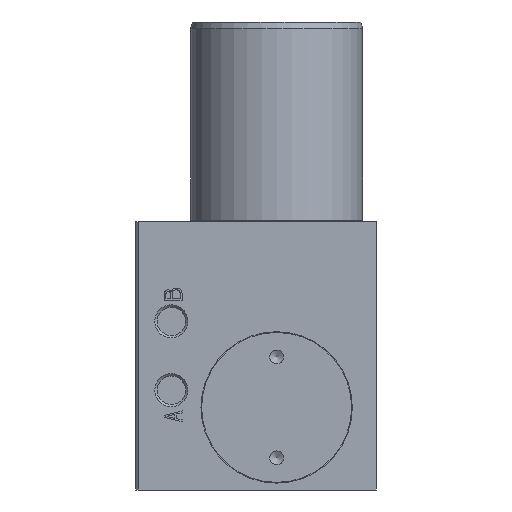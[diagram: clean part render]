
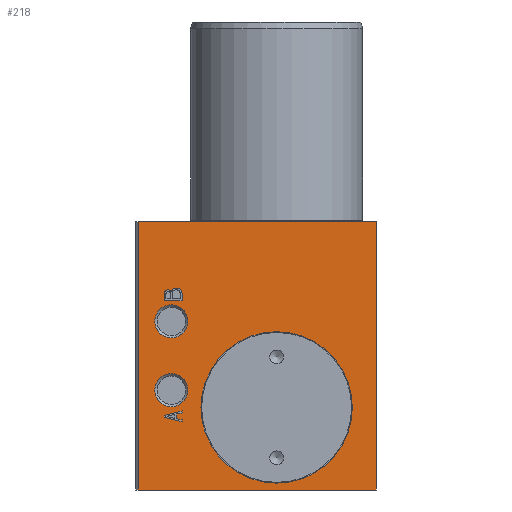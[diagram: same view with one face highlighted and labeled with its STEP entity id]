
A CAD part, left-side view. The second image highlights one B-rep face of the part: STEP entity #218.
In plain terms, the highlighted face is planar.
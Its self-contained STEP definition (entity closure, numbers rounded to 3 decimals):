
#218 = ADVANCED_FACE( '', ( #367, #368, #369, #370, #371, #372 ), #373, .F. );
#367 = FACE_BOUND( '', #745, .T. );
#368 = FACE_BOUND( '', #746, .T. );
#369 = FACE_BOUND( '', #747, .T. );
#370 = FACE_OUTER_BOUND( '', #748, .T. );
#371 = FACE_BOUND( '', #749, .T. );
#372 = FACE_BOUND( '', #750, .T. );
#373 = PLANE( '', #751 );
#745 = EDGE_LOOP( '', ( #1122, #1123, #1124, #1125, #1126 ) );
#746 = EDGE_LOOP( '', ( #1127 ) );
#747 = EDGE_LOOP( '', ( #1128 ) );
#748 = EDGE_LOOP( '', ( #1129, #1130, #1131, #1132 ) );
#749 = EDGE_LOOP( '', ( #1133 ) );
#750 = EDGE_LOOP( '', ( #1134, #1135, #1136, #1137, #1138, #1139, #1140, #1141 ) );
#751 = AXIS2_PLACEMENT_3D( '', #1142, #1143, #1144 );
#1122 = ORIENTED_EDGE( '', *, *, #2099, .F. );
#1123 = ORIENTED_EDGE( '', *, *, #2100, .F. );
#1124 = ORIENTED_EDGE( '', *, *, #2101, .F. );
#1125 = ORIENTED_EDGE( '', *, *, #2102, .F. );
#1126 = ORIENTED_EDGE( '', *, *, #2103, .F. );
#1127 = ORIENTED_EDGE( '', *, *, #2104, .T. );
#1128 = ORIENTED_EDGE( '', *, *, #2105, .F. );
#1129 = ORIENTED_EDGE( '', *, *, #2106, .T. );
#1130 = ORIENTED_EDGE( '', *, *, #2107, .F. );
#1131 = ORIENTED_EDGE( '', *, *, #2108, .F. );
#1132 = ORIENTED_EDGE( '', *, *, #2109, .T. );
#1133 = ORIENTED_EDGE( '', *, *, #2110, .F. );
#1134 = ORIENTED_EDGE( '', *, *, #2111, .T. );
#1135 = ORIENTED_EDGE( '', *, *, #2112, .T. );
#1136 = ORIENTED_EDGE( '', *, *, #2113, .T. );
#1137 = ORIENTED_EDGE( '', *, *, #2114, .T. );
#1138 = ORIENTED_EDGE( '', *, *, #2115, .T. );
#1139 = ORIENTED_EDGE( '', *, *, #2116, .T. );
#1140 = ORIENTED_EDGE( '', *, *, #2117, .T. );
#1141 = ORIENTED_EDGE( '', *, *, #2118, .T. );
#1142 = CARTESIAN_POINT( '', ( 19.5, 7., -45. ) );
#1143 = DIRECTION( '', ( 0., 0., 1. ) );
#1144 = DIRECTION( '', ( 1., 0., 0. ) );
#2099 = EDGE_CURVE( '', #2371, #2372, #2373, .T. );
#2100 = EDGE_CURVE( '', #2374, #2371, #2375, .T. );
#2101 = EDGE_CURVE( '', #2376, #2374, #2377, .T. );
#2102 = EDGE_CURVE( '', #2378, #2376, #2379, .T. );
#2103 = EDGE_CURVE( '', #2372, #2378, #2380, .T. );
#2104 = EDGE_CURVE( '', #2381, #2381, #2382, .T. );
#2105 = EDGE_CURVE( '', #2383, #2383, #2384, .F. );
#2106 = EDGE_CURVE( '', #2385, #2386, #2387, .T. );
#2107 = EDGE_CURVE( '', #2388, #2386, #2389, .T. );
#2108 = EDGE_CURVE( '', #2390, #2388, #2391, .T. );
#2109 = EDGE_CURVE( '', #2390, #2385, #2392, .T. );
#2110 = EDGE_CURVE( '', #2393, #2393, #2394, .F. );
#2111 = EDGE_CURVE( '', #2395, #2396, #2397, .T. );
#2112 = EDGE_CURVE( '', #2396, #2398, #2399, .T. );
#2113 = EDGE_CURVE( '', #2398, #2400, #2401, .T. );
#2114 = EDGE_CURVE( '', #2400, #2402, #2403, .T. );
#2115 = EDGE_CURVE( '', #2402, #2404, #2405, .T. );
#2116 = EDGE_CURVE( '', #2404, #2406, #2407, .T. );
#2117 = EDGE_CURVE( '', #2406, #2408, #2409, .T. );
#2118 = EDGE_CURVE( '', #2408, #2395, #2410, .T. );
#2371 = VERTEX_POINT( '', #2833 );
#2372 = VERTEX_POINT( '', #2834 );
#2373 = LINE( '', #2835, #2836 );
#2374 = VERTEX_POINT( '', #2837 );
#2375 = LINE( '', #2838, #2839 );
#2376 = VERTEX_POINT( '', #2840 );
#2377 = CIRCLE( '', #2841, 0.565 );
#2378 = VERTEX_POINT( '', #2842 );
#2379 = CIRCLE( '', #2843, 0.806 );
#2380 = LINE( '', #2844, #2845 );
#2381 = VERTEX_POINT( '', #2846 );
#2382 = CIRCLE( '', #2847, 11. );
#2383 = VERTEX_POINT( '', #2848 );
#2384 = CIRCLE( '', #2849, 2.4 );
#2385 = VERTEX_POINT( '', #2850 );
#2386 = VERTEX_POINT( '', #2851 );
#2387 = LINE( '', #2852, #2853 );
#2388 = VERTEX_POINT( '', #2854 );
#2389 = LINE( '', #2855, #2856 );
#2390 = VERTEX_POINT( '', #2857 );
#2391 = LINE( '', #2858, #2859 );
#2392 = LINE( '', #2860, #2861 );
#2393 = VERTEX_POINT( '', #2862 );
#2394 = CIRCLE( '', #2863, 2.4 );
#2395 = VERTEX_POINT( '', #2864 );
#2396 = VERTEX_POINT( '', #2865 );
#2397 = LINE( '', #2866, #2867 );
#2398 = VERTEX_POINT( '', #2868 );
#2399 = LINE( '', #2869, #2870 );
#2400 = VERTEX_POINT( '', #2871 );
#2401 = LINE( '', #2872, #2873 );
#2402 = VERTEX_POINT( '', #2874 );
#2403 = LINE( '', #2875, #2876 );
#2404 = VERTEX_POINT( '', #2877 );
#2405 = LINE( '', #2878, #2879 );
#2406 = VERTEX_POINT( '', #2880 );
#2407 = LINE( '', #2881, #2882 );
#2408 = VERTEX_POINT( '', #2883 );
#2409 = LINE( '', #2884, #2885 );
#2410 = LINE( '', #2886, #2887 );
#2833 = CARTESIAN_POINT( '', ( -8.02, 37.84, -45. ) );
#2834 = CARTESIAN_POINT( '', ( -8.02, 35.24, -45. ) );
#2835 = CARTESIAN_POINT( '', ( -8.02, 37.84, -45. ) );
#2836 = VECTOR( '', #3473, 1000. );
#2837 = CARTESIAN_POINT( '', ( -9.06, 37.84, -45. ) );
#2838 = CARTESIAN_POINT( '', ( -9.06, 37.84, -45. ) );
#2839 = VECTOR( '', #3474, 1000. );
#2840 = CARTESIAN_POINT( '', ( -9.32, 36.8, -45. ) );
#2841 = AXIS2_PLACEMENT_3D( '', #3475, #3476, #3477 );
#2842 = CARTESIAN_POINT( '', ( -9.06, 35.24, -45. ) );
#2843 = AXIS2_PLACEMENT_3D( '', #3478, #3479, #3480 );
#2844 = CARTESIAN_POINT( '', ( -8.02, 35.24, -45. ) );
#2845 = VECTOR( '', #3481, 1000. );
#2846 = CARTESIAN_POINT( '', ( 18.5, 21.5, -45. ) );
#2847 = AXIS2_PLACEMENT_3D( '', #3482, #3483, #3484 );
#2848 = CARTESIAN_POINT( '', ( -2.6, 36.8, -45. ) );
#2849 = AXIS2_PLACEMENT_3D( '', #3485, #3486, #3487 );
#2850 = CARTESIAN_POINT( '', ( -19.5, 7., -45. ) );
#2851 = CARTESIAN_POINT( '', ( -19.5, 41.6, -45. ) );
#2852 = CARTESIAN_POINT( '', ( -19.5, 7., -45. ) );
#2853 = VECTOR( '', #3488, 1000. );
#2854 = CARTESIAN_POINT( '', ( 19.5, 41.6, -45. ) );
#2855 = CARTESIAN_POINT( '', ( 19.5, 41.6, -45. ) );
#2856 = VECTOR( '', #3489, 1000. );
#2857 = CARTESIAN_POINT( '', ( 19.5, 7., -45. ) );
#2858 = CARTESIAN_POINT( '', ( 19.5, 7., -45. ) );
#2859 = VECTOR( '', #3490, 1000. );
#2860 = CARTESIAN_POINT( '', ( 19.5, 7., -45. ) );
#2861 = VECTOR( '', #3491, 1000. );
#2862 = CARTESIAN_POINT( '', ( 7.4, 36.8, -45. ) );
#2863 = AXIS2_PLACEMENT_3D( '', #3492, #3493, #3494 );
#2864 = CARTESIAN_POINT( '', ( 8.67, 37.84, -45. ) );
#2865 = CARTESIAN_POINT( '', ( 8.02, 35.24, -45. ) );
#2866 = CARTESIAN_POINT( '', ( 8.67, 37.84, -45. ) );
#2867 = VECTOR( '', #3495, 1000. );
#2868 = CARTESIAN_POINT( '', ( 8.28, 35.24, -45. ) );
#2869 = CARTESIAN_POINT( '', ( 8.02, 35.24, -45. ) );
#2870 = VECTOR( '', #3496, 1000. );
#2871 = CARTESIAN_POINT( '', ( 8.453, 36.02, -45. ) );
#2872 = CARTESIAN_POINT( '', ( 8.28, 35.24, -45. ) );
#2873 = VECTOR( '', #3497, 1000. );
#2874 = CARTESIAN_POINT( '', ( 9.147, 36.02, -45. ) );
#2875 = CARTESIAN_POINT( '', ( 8.453, 36.02, -45. ) );
#2876 = VECTOR( '', #3498, 1000. );
#2877 = CARTESIAN_POINT( '', ( 9.32, 35.24, -45. ) );
#2878 = CARTESIAN_POINT( '', ( 9.147, 36.02, -45. ) );
#2879 = VECTOR( '', #3499, 1000. );
#2880 = CARTESIAN_POINT( '', ( 9.58, 35.24, -45. ) );
#2881 = CARTESIAN_POINT( '', ( 9.32, 35.24, -45. ) );
#2882 = VECTOR( '', #3500, 1000. );
#2883 = CARTESIAN_POINT( '', ( 8.93, 37.84, -45. ) );
#2884 = CARTESIAN_POINT( '', ( 9.58, 35.24, -45. ) );
#2885 = VECTOR( '', #3501, 1000. );
#2886 = CARTESIAN_POINT( '', ( 8.93, 37.84, -45. ) );
#2887 = VECTOR( '', #3502, 1000. );
#3473 = DIRECTION( '', ( 0., -1., 0. ) );
#3474 = DIRECTION( '', ( 1., 0., 0. ) );
#3475 = CARTESIAN_POINT( '', ( -9.017, 37.277, -45. ) );
#3476 = DIRECTION( '', ( 0., 0., -1. ) );
#3477 = DIRECTION( '', ( -1., 0., 0. ) );
#3478 = CARTESIAN_POINT( '', ( -9.034, 36.046, -45. ) );
#3479 = DIRECTION( '', ( 0., 0., -1. ) );
#3480 = DIRECTION( '', ( -1., 0., 0. ) );
#3481 = DIRECTION( '', ( -1., 0., 0. ) );
#3482 = CARTESIAN_POINT( '', ( 7.5, 21.5, -45. ) );
#3483 = DIRECTION( '', ( 0., 0., 1. ) );
#3484 = DIRECTION( '', ( 1., 0., 0. ) );
#3485 = CARTESIAN_POINT( '', ( -5., 36.8, -45. ) );
#3486 = DIRECTION( '', ( 0., 0., 1. ) );
#3487 = DIRECTION( '', ( 1., 0., 0. ) );
#3488 = DIRECTION( '', ( 0., 1., 0. ) );
#3489 = DIRECTION( '', ( -1., 0., 0. ) );
#3490 = DIRECTION( '', ( 0., 1., 0. ) );
#3491 = DIRECTION( '', ( -1., 0., 0. ) );
#3492 = CARTESIAN_POINT( '', ( 5., 36.8, -45. ) );
#3493 = DIRECTION( '', ( 0., 0., 1. ) );
#3494 = DIRECTION( '', ( 1., 0., 0. ) );
#3495 = DIRECTION( '', ( -0.243, -0.97, 0. ) );
#3496 = DIRECTION( '', ( 1., 0., 0. ) );
#3497 = DIRECTION( '', ( 0.217, 0.976, 0. ) );
#3498 = DIRECTION( '', ( 1., 0., 0. ) );
#3499 = DIRECTION( '', ( 0.217, -0.976, 0. ) );
#3500 = DIRECTION( '', ( 1., 0., 0. ) );
#3501 = DIRECTION( '', ( -0.243, 0.97, 0. ) );
#3502 = DIRECTION( '', ( -1., 0., 0. ) );
